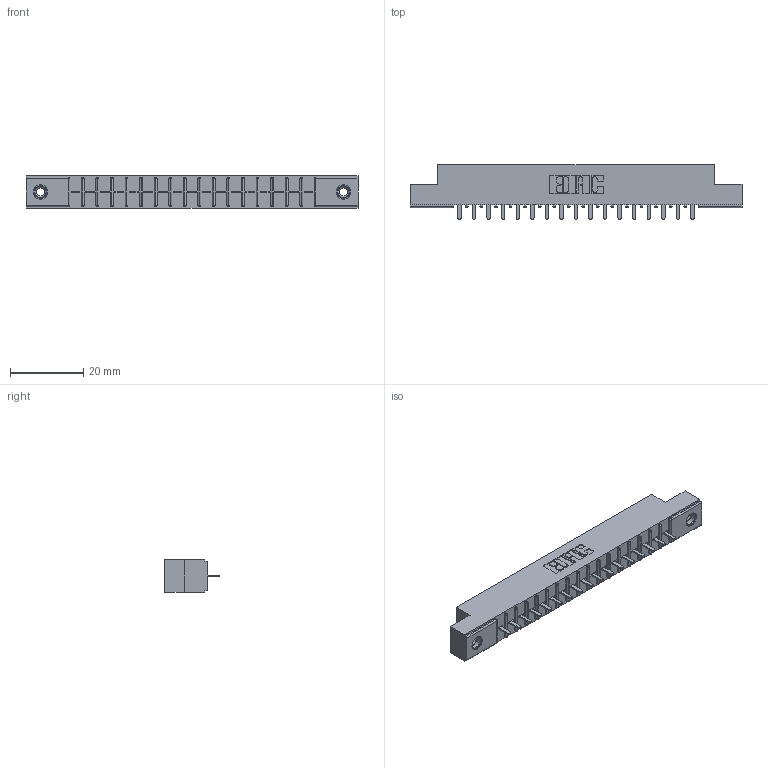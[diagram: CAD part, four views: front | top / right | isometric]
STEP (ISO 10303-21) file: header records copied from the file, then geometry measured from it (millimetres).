
FILE_DESCRIPTION (( 'STEP AP203' ), '1' );
FILE_NAME ('306-017-421-108.STEP', '2020-09-21T19:17:16', ( '' ), ( '' ), 'SwSTEP 2.0', 'SolidWorks 2020', '' );
FILE_SCHEMA (( 'CONFIG_CONTROL_DESIGN' ));
Length unit declared in the file: inch
Products named in the file (4): 306-017-421-108; 306 Part_.156 Dia; 345-250-001_345-250-003-102; 306-290-001_121
Assembly tree (20 placements, depth 2):
  306-017-421-108
    306 Part_.156 Dia
    306-290-001_121  x17
    345-250-001_345-250-003-102  x2
Bounding box: 90.37 x 14.88 x 8.71 mm (x, y, z)
Volume: 6126.4 mm3; surface area: 8816.3 mm2
Topology: 20 solids, 20 shells, 1366 faces, 3801 edges, 2434 vertices
Faces by surface type: plane 899, cylinder 383, sphere 68, cone 12, torus 4
Entity records: 20233 total; most frequent: CARTESIAN_POINT 3373, DIRECTION 3337, ORIENTED_EDGE 3334, EDGE_CURVE 1667, LINE 1289, VECTOR 1289, VERTEX_POINT 1060, AXIS2_PLACEMENT_3D 1024
